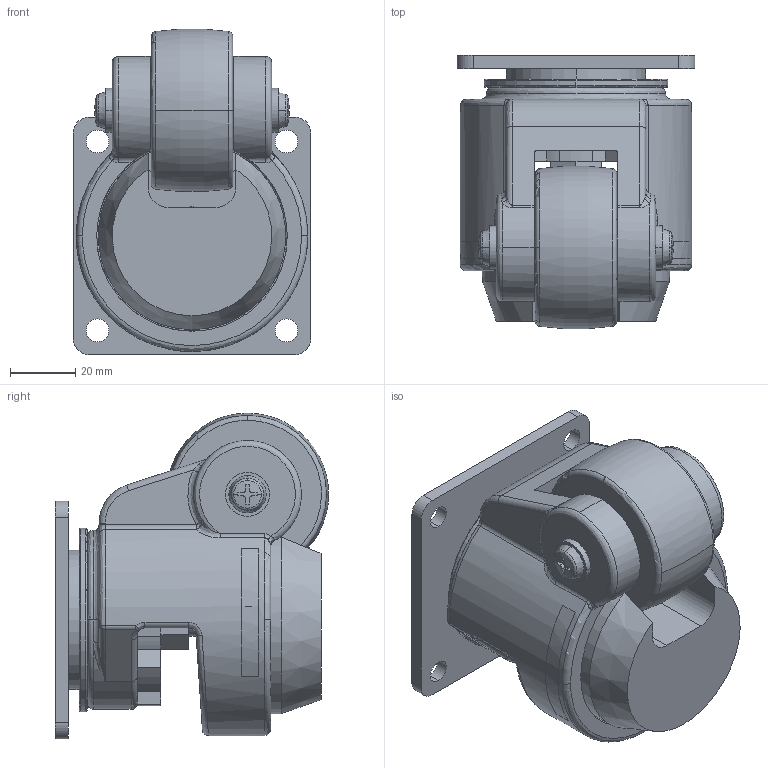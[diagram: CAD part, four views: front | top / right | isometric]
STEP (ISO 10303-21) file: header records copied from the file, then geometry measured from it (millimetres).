
FILE_DESCRIPTION (( 'STEP AP203' ), '1' );
FILE_NAME ('163012.step', '2023-01-11T15:41:56', ( '' ), ( '' ), 'SwSTEP 2.0', 'SolidWorks 2021', '' );
FILE_SCHEMA (( 'CONFIG_CONTROL_DESIGN' ));
Length unit declared in the file: inch
Products named in the file (1): 163012
Bounding box: 73 x 83.91 x 99.99 mm (x, y, z)
Volume: 272716.1 mm3; surface area: 60401.6 mm2
Topology: 1 solids, 2 shells, 310 faces, 829 edges, 524 vertices
Faces by surface type: cylinder 113, plane 98, bspline 81, torus 12, cone 6
Entity records: 16754 total; most frequent: CARTESIAN_POINT 9586, ORIENTED_EDGE 1638, DIRECTION 1314, EDGE_CURVE 819, VERTEX_POINT 524, AXIS2_PLACEMENT_3D 495, EDGE_LOOP 337, VECTOR 324
